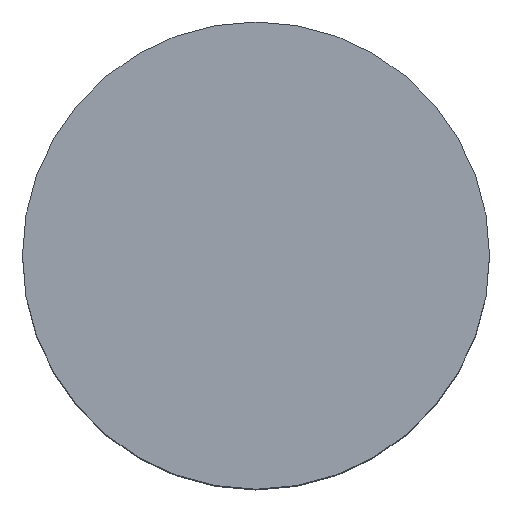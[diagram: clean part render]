
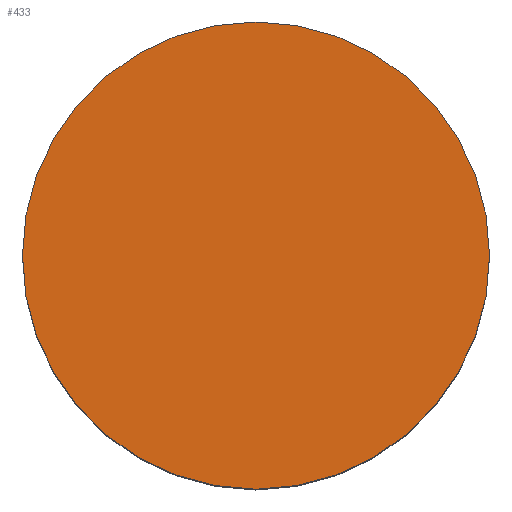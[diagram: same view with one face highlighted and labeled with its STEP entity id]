
A CAD part, top view. The second image highlights one B-rep face of the part: STEP entity #433.
In plain terms, the highlighted planar face has unit normal (0, 0, 1).
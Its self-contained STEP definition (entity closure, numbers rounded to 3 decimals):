
#29=PLANE('',#509);
#125=FACE_OUTER_BOUND('',#156,.T.);
#156=EDGE_LOOP('',(#395));
#190=CIRCLE('',#508,8.);
#222=VERTEX_POINT('',#788);
#280=EDGE_CURVE('',#222,#222,#190,.T.);
#395=ORIENTED_EDGE('',*,*,#280,.T.);
#433=ADVANCED_FACE('',(#125),#29,.T.);
#508=AXIS2_PLACEMENT_3D('',#789,#661,#662);
#509=AXIS2_PLACEMENT_3D('',#791,#664,#665);
#661=DIRECTION('center_axis',(0.,0.,
1.));
#662=DIRECTION('ref_axis',(-1.,0.,0.));
#664=DIRECTION('center_axis',(0.,0.,
1.));
#665=DIRECTION('ref_axis',(-1.,0.,0.));
#788=CARTESIAN_POINT('',(-73.,0.,432.));
#789=CARTESIAN_POINT('Origin',(-81.,0.,432.));
#791=CARTESIAN_POINT('Origin',(-81.,0.,432.));
